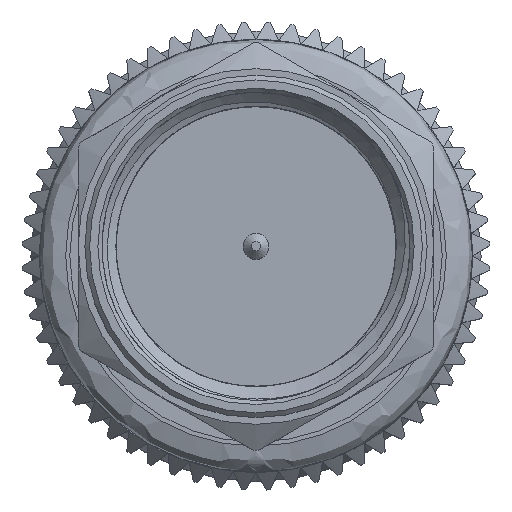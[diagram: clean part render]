
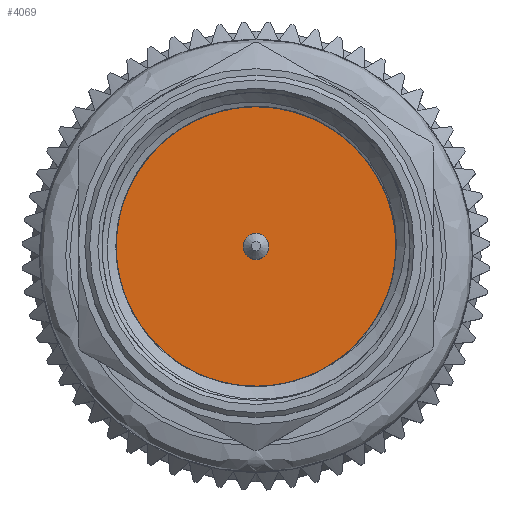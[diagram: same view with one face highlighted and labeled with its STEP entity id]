
A CAD part, top view. The second image highlights one B-rep face of the part: STEP entity #4069.
In plain terms, the highlighted face is planar.
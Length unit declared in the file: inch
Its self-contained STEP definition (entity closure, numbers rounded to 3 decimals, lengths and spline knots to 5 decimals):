
#704 = DIRECTION ( 'NONE',  ( -1., 0., 0. ) ) ;
#891 = AXIS2_PLACEMENT_3D ( 'NONE', #10223, #704, #6949 ) ;
#995 = CARTESIAN_POINT ( 'NONE',  ( 0.24, -0.1875, 0. ) ) ;
#1019 = ORIENTED_EDGE ( 'NONE', *, *, #7351, .T. ) ;
#1587 = VERTEX_POINT ( 'NONE', #995 ) ;
#1899 = DIRECTION ( 'NONE',  ( 0., -1., 0. ) ) ;
#4065 = DIRECTION ( 'NONE',  ( 0., -1., 0. ) ) ;
#4069 = ADVANCED_FACE ( 'NONE', ( #14088, #20326 ), #8920, .T. ) ;
#4376 = CARTESIAN_POINT ( 'NONE',  ( 0.24, 0., 0. ) ) ;
#6949 = DIRECTION ( 'NONE',  ( 0., -1., 0. ) ) ;
#6985 = CARTESIAN_POINT ( 'NONE',  ( 0.24, -0.01575, 0. ) ) ;
#7351 = EDGE_CURVE ( 'NONE', #1587, #1587, #12036, .T. ) ;
#8920 = PLANE ( 'NONE',  #16923 ) ;
#10223 = CARTESIAN_POINT ( 'NONE',  ( 0.24, 0., 0. ) ) ;
#12022 = AXIS2_PLACEMENT_3D ( 'NONE', #12029, #13612, #1899 ) ;
#12029 = CARTESIAN_POINT ( 'NONE',  ( 0.24, 0., 0. ) ) ;
#12036 = CIRCLE ( 'NONE', #891, 0.1875 ) ;
#13093 = EDGE_LOOP ( 'NONE', ( #14038 ) ) ;
#13612 = DIRECTION ( 'NONE',  ( -1., 0., 0. ) ) ;
#14038 = ORIENTED_EDGE ( 'NONE', *, *, #15294, .F. ) ;
#14088 = FACE_BOUND ( 'NONE', #13093, .T. ) ;
#15203 = EDGE_LOOP ( 'NONE', ( #1019 ) ) ;
#15294 = EDGE_CURVE ( 'NONE', #19870, #19870, #20792, .T. ) ;
#16923 = AXIS2_PLACEMENT_3D ( 'NONE', #4376, #17364, #4065 ) ;
#17364 = DIRECTION ( 'NONE',  ( -1., 0., 0. ) ) ;
#19870 = VERTEX_POINT ( 'NONE', #6985 ) ;
#20326 = FACE_OUTER_BOUND ( 'NONE', #15203, .T. ) ;
#20792 = CIRCLE ( 'NONE', #12022, 0.01575 ) ;
